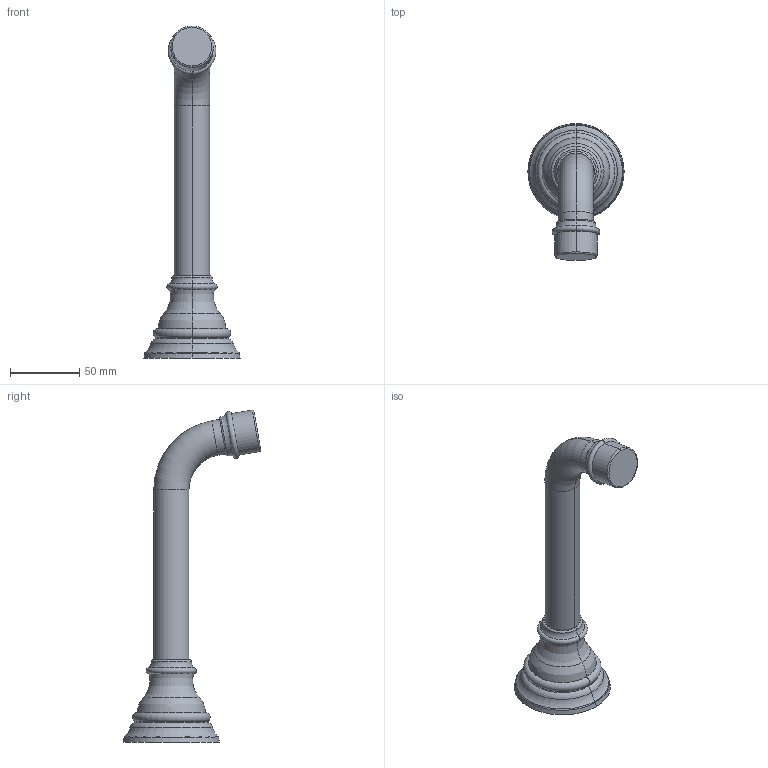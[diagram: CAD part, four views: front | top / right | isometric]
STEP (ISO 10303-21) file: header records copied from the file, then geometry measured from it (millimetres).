
FILE_DESCRIPTION((''),'2;1');
FILE_NAME('3-667','2021-01-26T08:41:16',('rsmith'),(''),'CREO PARAMETRIC BY PTC INC, 2018400','CREO PARAMETRIC BY PTC INC, 2018400','');
FILE_SCHEMA(('AUTOMOTIVE_DESIGN { 1 0 10303 214 1 1 1 1 }'));
Length unit declared in the file: inch
Products named in the file (1): 3-667
Bounding box: 69.6 x 99.45 x 240.15 mm (x, y, z)
Volume: 213829.3 mm3; surface area: 31889.7 mm2
Topology: 1 solids, 1 shells, 44 faces, 86 edges, 46 vertices
Faces by surface type: torus 28, plane 6, cylinder 6, bspline 2, cone 2
Entity records: 1665 total; most frequent: CARTESIAN_POINT 254, DIRECTION 243, ORIENTED_EDGE 172, COLOUR_RGB 146, AXIS2_PLACEMENT_3D 117, PRESENTATION_STYLE_ASSIGNMENT 87, STYLED_ITEM 87, CURVE_STYLE 86
